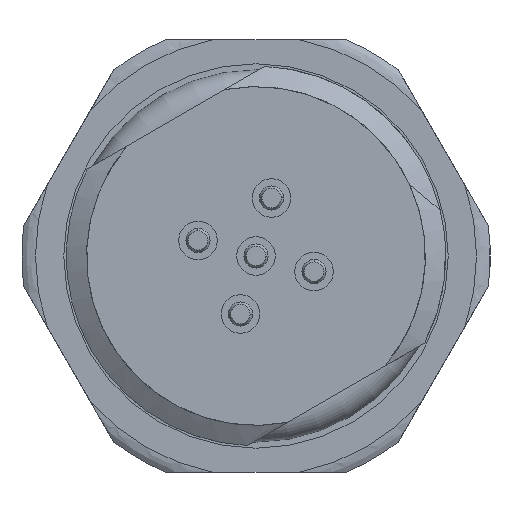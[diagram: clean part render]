
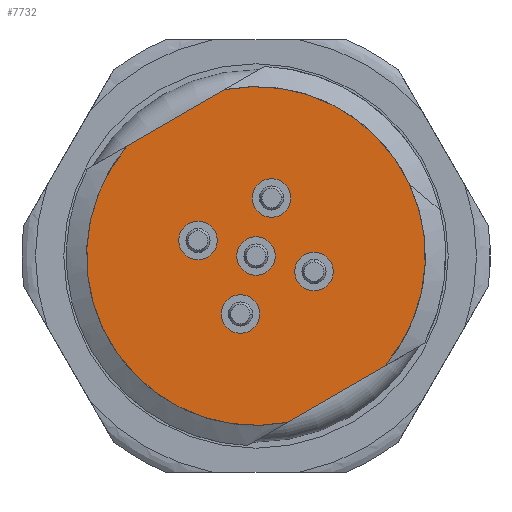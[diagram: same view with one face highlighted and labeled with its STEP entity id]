
A CAD part, front view. The second image highlights one B-rep face of the part: STEP entity #7732.
In plain terms, the highlighted planar face has unit normal (0, -1, 0).
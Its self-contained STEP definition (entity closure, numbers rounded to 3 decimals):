
#47=CARTESIAN_POINT('',(2.415,-7.,-0.647));
#48=DIRECTION('',(0.,1.,0.));
#49=DIRECTION('',(0.,0.,-1.));
#50=AXIS2_PLACEMENT_3D('',#47,#48,#49);
#61=DIRECTION('',(0.866,0.,0.5));
#62=VECTOR('',#61,4.682);
#63=CARTESIAN_POINT('',(-5.352,-7.,4.589));
#64=LINE('',#63,#62);
#65=DIRECTION('',(-0.866,0.,-0.5));
#66=VECTOR('',#65,4.682);
#67=CARTESIAN_POINT('',(5.352,-7.,-4.589));
#68=LINE('',#67,#66);
#69=CARTESIAN_POINT('',(2.415,-7.,-0.647));
#70=DIRECTION('',(0.,1.,0.));
#71=DIRECTION('',(0.,0.,1.));
#72=AXIS2_PLACEMENT_3D('',#69,#70,#71);
#83=CARTESIAN_POINT('',(0.647,-7.,2.415));
#84=DIRECTION('',(0.,1.,0.));
#85=DIRECTION('',(1.,0.,0.));
#86=AXIS2_PLACEMENT_3D('',#83,#84,#85);
#97=CARTESIAN_POINT('',(0.647,-7.,2.415));
#98=DIRECTION('',(0.,1.,0.));
#99=DIRECTION('',(-1.,0.,0.));
#100=AXIS2_PLACEMENT_3D('',#97,#98,#99);
#157=CARTESIAN_POINT('',(-2.415,-7.,0.647));
#158=DIRECTION('',(0.,1.,0.));
#159=DIRECTION('',(0.,0.,1.));
#160=AXIS2_PLACEMENT_3D('',#157,#158,#159);
#171=CARTESIAN_POINT('',(-2.415,-7.,0.647));
#172=DIRECTION('',(0.,1.,0.));
#173=DIRECTION('',(0.,0.,-1.));
#174=AXIS2_PLACEMENT_3D('',#171,#172,#173);
#231=CARTESIAN_POINT('',(-0.647,-7.,-2.415));
#232=DIRECTION('',(0.,1.,0.));
#233=DIRECTION('',(-1.,0.,0.));
#234=AXIS2_PLACEMENT_3D('',#231,#232,#233);
#245=CARTESIAN_POINT('',(-0.647,-7.,-2.415));
#246=DIRECTION('',(0.,1.,0.));
#247=DIRECTION('',(1.,0.,0.));
#248=AXIS2_PLACEMENT_3D('',#245,#246,#247);
#305=CARTESIAN_POINT('',(0.,-7.,0.));
#306=DIRECTION('',(0.,1.,0.));
#307=DIRECTION('',(-1.,0.,0.));
#308=AXIS2_PLACEMENT_3D('',#305,#306,#307);
#319=CARTESIAN_POINT('',(0.,-7.,0.));
#320=DIRECTION('',(0.,1.,0.));
#321=DIRECTION('',(1.,0.,0.));
#322=AXIS2_PLACEMENT_3D('',#319,#320,#321);
#524=CARTESIAN_POINT('',(0.,-7.,0.));
#525=DIRECTION('',(0.,-1.,0.));
#526=DIRECTION('',(0.759,0.,-0.651));
#527=AXIS2_PLACEMENT_3D('',#524,#525,#526);
#666=CARTESIAN_POINT('',(0.,-7.,0.));
#667=DIRECTION('',(0.,-1.,0.));
#668=DIRECTION('',(-0.759,0.,0.651));
#669=AXIS2_PLACEMENT_3D('',#666,#667,#668);
#6849=CARTESIAN_POINT('',(-5.352,-7.,4.589));
#6850=CARTESIAN_POINT('',(-1.298,-7.,6.93));
#6851=VERTEX_POINT('',#6849);
#6852=VERTEX_POINT('',#6850);
#6853=CARTESIAN_POINT('',(5.352,-7.,-4.589));
#6854=CARTESIAN_POINT('',(1.298,-7.,-6.93));
#6855=VERTEX_POINT('',#6853);
#6856=VERTEX_POINT('',#6854);
#7565=CARTESIAN_POINT('',(-0.8,-7.,0.));
#7566=CARTESIAN_POINT('',(0.8,-7.,0.));
#7567=VERTEX_POINT('',#7565);
#7568=VERTEX_POINT('',#7566);
#7569=CARTESIAN_POINT('',(-1.447,-7.,-2.415));
#7570=CARTESIAN_POINT('',(0.153,-7.,-2.415));
#7571=VERTEX_POINT('',#7569);
#7572=VERTEX_POINT('',#7570);
#7573=CARTESIAN_POINT('',(-2.415,-7.,1.447));
#7574=CARTESIAN_POINT('',(-2.415,-7.,-0.153));
#7575=VERTEX_POINT('',#7573);
#7576=VERTEX_POINT('',#7574);
#7577=CARTESIAN_POINT('',(1.447,-7.,2.415));
#7578=CARTESIAN_POINT('',(-0.153,-7.,2.415));
#7579=VERTEX_POINT('',#7577);
#7580=VERTEX_POINT('',#7578);
#7581=CARTESIAN_POINT('',(2.415,-7.,-1.447));
#7582=CARTESIAN_POINT('',(2.415,-7.,0.153));
#7583=VERTEX_POINT('',#7581);
#7584=VERTEX_POINT('',#7582);
#7688=CARTESIAN_POINT('',(0.,-7.,0.));
#7689=DIRECTION('',(0.,-1.,0.));
#7690=DIRECTION('',(0.866,0.,0.5));
#7691=AXIS2_PLACEMENT_3D('',#7688,#7689,#7690);
#7692=PLANE('',#7691);
#7694=ORIENTED_EDGE('',*,*,#7693,.T.);
#7696=ORIENTED_EDGE('',*,*,#7695,.F.);
#7698=ORIENTED_EDGE('',*,*,#7697,.T.);
#7700=ORIENTED_EDGE('',*,*,#7699,.F.);
#7701=EDGE_LOOP('',(#7694,#7696,#7698,#7700));
#7702=FACE_OUTER_BOUND('',#7701,.F.);
#7704=ORIENTED_EDGE('',*,*,#7703,.F.);
#7706=ORIENTED_EDGE('',*,*,#7705,.F.);
#7707=EDGE_LOOP('',(#7704,#7706));
#7708=FACE_BOUND('',#7707,.F.);
#7710=ORIENTED_EDGE('',*,*,#7709,.F.);
#7712=ORIENTED_EDGE('',*,*,#7711,.F.);
#7713=EDGE_LOOP('',(#7710,#7712));
#7714=FACE_BOUND('',#7713,.F.);
#7716=ORIENTED_EDGE('',*,*,#7715,.F.);
#7718=ORIENTED_EDGE('',*,*,#7717,.F.);
#7719=EDGE_LOOP('',(#7716,#7718));
#7720=FACE_BOUND('',#7719,.F.);
#7722=ORIENTED_EDGE('',*,*,#7721,.F.);
#7724=ORIENTED_EDGE('',*,*,#7723,.F.);
#7725=EDGE_LOOP('',(#7722,#7724));
#7726=FACE_BOUND('',#7725,.F.);
#7727=ORIENTED_EDGE('',*,*,#7678,.F.);
#7729=ORIENTED_EDGE('',*,*,#7728,.F.);
#7730=EDGE_LOOP('',(#7727,#7729));
#7731=FACE_BOUND('',#7730,.F.);
#7732=ADVANCED_FACE('',(#7702,#7708,#7714,#7720,#7726,#7731),#7692,.T.);
#51=CIRCLE('',#50,0.8);
#73=CIRCLE('',#72,0.8);
#87=CIRCLE('',#86,0.8);
#101=CIRCLE('',#100,0.8);
#161=CIRCLE('',#160,0.8);
#175=CIRCLE('',#174,0.8);
#235=CIRCLE('',#234,0.8);
#249=CIRCLE('',#248,0.8);
#309=CIRCLE('',#308,0.8);
#323=CIRCLE('',#322,0.8);
#528=CIRCLE('',#527,7.05);
#670=CIRCLE('',#669,7.05);
#7678=EDGE_CURVE('',#7583,#7584,#51,.T.);
#7693=EDGE_CURVE('',#6851,#6852,#64,.T.);
#7695=EDGE_CURVE('',#6855,#6852,#528,.T.);
#7697=EDGE_CURVE('',#6855,#6856,#68,.T.);
#7699=EDGE_CURVE('',#6851,#6856,#670,.T.);
#7703=EDGE_CURVE('',#7579,#7580,#87,.T.);
#7705=EDGE_CURVE('',#7580,#7579,#101,.T.);
#7709=EDGE_CURVE('',#7575,#7576,#161,.T.);
#7711=EDGE_CURVE('',#7576,#7575,#175,.T.);
#7715=EDGE_CURVE('',#7571,#7572,#235,.T.);
#7717=EDGE_CURVE('',#7572,#7571,#249,.T.);
#7721=EDGE_CURVE('',#7567,#7568,#309,.T.);
#7723=EDGE_CURVE('',#7568,#7567,#323,.T.);
#7728=EDGE_CURVE('',#7584,#7583,#73,.T.);
